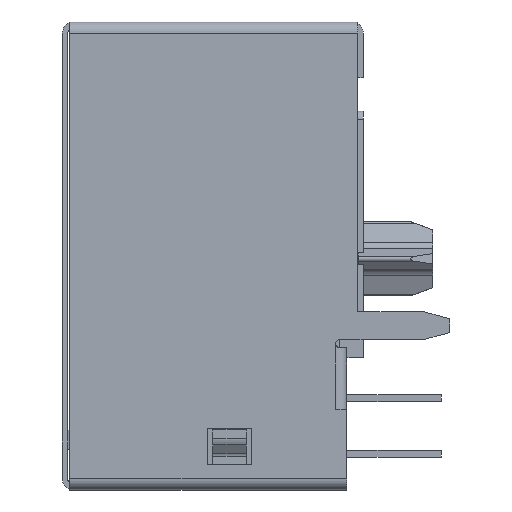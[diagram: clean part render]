
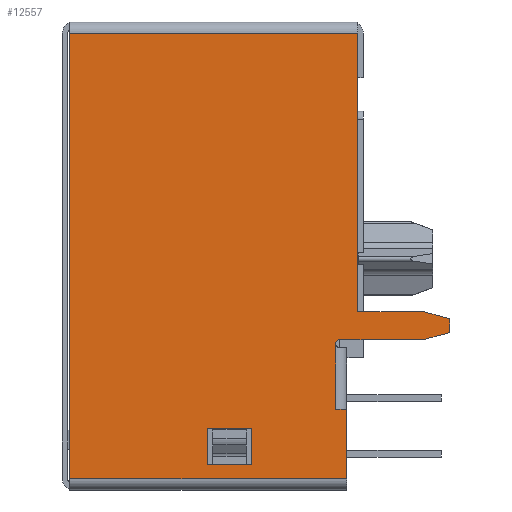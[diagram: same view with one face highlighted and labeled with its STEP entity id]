
A CAD part, left-side view. The second image highlights one B-rep face of the part: STEP entity #12557.
In plain terms, the highlighted planar face has unit normal (-1, 0, 0).
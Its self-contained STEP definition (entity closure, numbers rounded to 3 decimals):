
#3991=DIRECTION('',(0.,0.,1.));
#3992=VECTOR('',#3991,20.32);
#3993=CARTESIAN_POINT('',(-7.938,6.35,-20.574));
#3994=LINE('',#3993,#3992);
#4114=DIRECTION('',(0.,0.,-1.));
#4115=VECTOR('',#4114,12.7);
#4116=CARTESIAN_POINT('',(-7.938,-6.782,-0.254));
#4117=LINE('',#4116,#4115);
#4140=DIRECTION('',(0.,0.,-1.));
#4141=VECTOR('',#4140,1.651);
#4142=CARTESIAN_POINT('',(-7.938,-1.956,-18.288));
#4143=LINE('',#4142,#4141);
#4144=DIRECTION('',(0.,1.,0.));
#4145=VECTOR('',#4144,2.032);
#4146=CARTESIAN_POINT('',(-7.938,-1.956,-18.288));
#4147=LINE('',#4146,#4145);
#4148=DIRECTION('',(0.,0.,-1.));
#4149=VECTOR('',#4148,1.651);
#4150=CARTESIAN_POINT('',(-7.938,0.076,-18.288));
#4151=LINE('',#4150,#4149);
#4152=DIRECTION('',(0.,1.,0.));
#4153=VECTOR('',#4152,2.032);
#4154=CARTESIAN_POINT('',(-7.938,-1.956,-19.939));
#4155=LINE('',#4154,#4153);
#4156=DIRECTION('',(0.,0.,1.));
#4157=VECTOR('',#4156,2.794);
#4158=CARTESIAN_POINT('',(-7.937,-5.776,-17.399));
#4159=LINE('',#4158,#4157);
#4160=DIRECTION('',(0.,1.,0.));
#4161=VECTOR('',#4160,12.624);
#4162=CARTESIAN_POINT('',(-7.938,-6.274,-20.574));
#4163=LINE('',#4162,#4161);
#4164=DIRECTION('',(0.,1.,0.));
#4165=VECTOR('',#4164,13.132);
#4166=CARTESIAN_POINT('',(-7.938,-6.782,-0.254));
#4167=LINE('',#4166,#4165);
#4168=DIRECTION('',(0.,-1.,0.));
#4169=VECTOR('',#4168,3.006);
#4170=CARTESIAN_POINT('',(-7.938,-6.782,-12.954));
#4171=LINE('',#4170,#4169);
#4172=DIRECTION('',(0.,-0.966,-0.259));
#4173=VECTOR('',#4172,1.227);
#4174=CARTESIAN_POINT('',(-7.938,-9.788,-12.954));
#4175=LINE('',#4174,#4173);
#4176=DIRECTION('',(0.,0.,-1.));
#4177=VECTOR('',#4176,0.635);
#4178=CARTESIAN_POINT('',(-7.938,-10.973,-13.272));
#4179=LINE('',#4178,#4177);
#4180=DIRECTION('',(0.,0.966,-0.259));
#4181=VECTOR('',#4180,1.227);
#4182=CARTESIAN_POINT('',(-7.938,-10.973,-13.907));
#4183=LINE('',#4182,#4181);
#4184=CARTESIAN_POINT('',(-7.938,-5.966,-14.415));
#4185=DIRECTION('',(-1.,0.,0.));
#4186=DIRECTION('',(0.,0.,1.));
#4187=AXIS2_PLACEMENT_3D('',#4184,#4185,#4186);
#4189=DIRECTION('',(0.,0.,1.));
#4190=VECTOR('',#4189,0.191);
#4191=CARTESIAN_POINT('',(-7.937,-5.776,-14.605));
#4192=LINE('',#4191,#4190);
#4834=DIRECTION('',(0.,1.,0.));
#4835=VECTOR('',#4834,0.498);
#4836=CARTESIAN_POINT('',(-7.938,-6.274,-17.399));
#4837=LINE('',#4836,#4835);
#4861=DIRECTION('',(0.,0.,1.));
#4862=VECTOR('',#4861,3.175);
#4863=CARTESIAN_POINT('',(-7.938,-6.274,-20.574));
#4864=LINE('',#4863,#4862);
#5251=DIRECTION('',(0.,-1.,0.));
#5252=VECTOR('',#5251,3.821);
#5253=CARTESIAN_POINT('',(-7.938,-5.966,-14.224));
#5254=LINE('',#5253,#5252);
#6328=CARTESIAN_POINT('',(-7.938,-6.782,-0.254));
#6330=VERTEX_POINT('',#6328);
#6332=CARTESIAN_POINT('',(-7.938,6.35,-0.254));
#6334=VERTEX_POINT('',#6332);
#6383=CARTESIAN_POINT('',(-7.938,-6.782,-12.954));
#6384=VERTEX_POINT('',#6383);
#6431=CARTESIAN_POINT('',(-7.938,-6.274,-20.574));
#6432=VERTEX_POINT('',#6431);
#6433=CARTESIAN_POINT('',(-7.938,-6.274,-17.399));
#6434=VERTEX_POINT('',#6433);
#6453=CARTESIAN_POINT('',(-7.938,6.35,-20.574));
#6454=VERTEX_POINT('',#6453);
#6461=CARTESIAN_POINT('',(-7.937,-5.776,-17.399));
#6462=VERTEX_POINT('',#6461);
#6611=CARTESIAN_POINT('',(-7.938,-10.973,-13.907));
#6612=CARTESIAN_POINT('',(-7.938,-9.788,-14.224));
#6613=VERTEX_POINT('',#6611);
#6614=VERTEX_POINT('',#6612);
#6615=CARTESIAN_POINT('',(-7.938,-9.788,-12.954));
#6616=CARTESIAN_POINT('',(-7.938,-10.973,-13.272));
#6617=VERTEX_POINT('',#6615);
#6618=VERTEX_POINT('',#6616);
#6659=CARTESIAN_POINT('',(-7.938,-1.956,-18.288));
#6660=CARTESIAN_POINT('',(-7.938,-1.956,-19.939));
#6661=VERTEX_POINT('',#6659);
#6662=VERTEX_POINT('',#6660);
#6663=CARTESIAN_POINT('',(-7.938,0.076,-18.288));
#6664=CARTESIAN_POINT('',(-7.938,0.076,-19.939));
#6665=VERTEX_POINT('',#6663);
#6666=VERTEX_POINT('',#6664);
#6965=CARTESIAN_POINT('',(-7.938,-5.966,-14.224));
#6967=VERTEX_POINT('',#6965);
#6990=CARTESIAN_POINT('',(-7.937,-5.776,-14.605));
#6991=VERTEX_POINT('',#6990);
#6992=CARTESIAN_POINT('',(-7.938,-5.776,-14.415));
#6993=VERTEX_POINT('',#6992);
#12514=CARTESIAN_POINT('',(-7.938,-6.782,-0.254));
#12515=DIRECTION('',(1.,0.,0.));
#12516=DIRECTION('',(0.,0.,-1.));
#12517=AXIS2_PLACEMENT_3D('',#12514,#12515,#12516);
#12518=PLANE('',#12517);
#12520=ORIENTED_EDGE('',*,*,#12519,.F.);
#12522=ORIENTED_EDGE('',*,*,#12521,.F.);
#12524=ORIENTED_EDGE('',*,*,#12523,.F.);
#12526=ORIENTED_EDGE('',*,*,#12525,.T.);
#12527=ORIENTED_EDGE('',*,*,#12420,.T.);
#12529=ORIENTED_EDGE('',*,*,#12528,.F.);
#12530=ORIENTED_EDGE('',*,*,#12498,.T.);
#12532=ORIENTED_EDGE('',*,*,#12531,.T.);
#12534=ORIENTED_EDGE('',*,*,#12533,.T.);
#12536=ORIENTED_EDGE('',*,*,#12535,.T.);
#12538=ORIENTED_EDGE('',*,*,#12537,.T.);
#12540=ORIENTED_EDGE('',*,*,#12539,.F.);
#12542=ORIENTED_EDGE('',*,*,#12541,.T.);
#12544=ORIENTED_EDGE('',*,*,#12543,.F.);
#12545=EDGE_LOOP('',(#12520,#12522,#12524,#12526,#12527,#12529,#12530,#12532,
#12534,#12536,#12538,#12540,#12542,#12544));
#12546=FACE_OUTER_BOUND('',#12545,.F.);
#12548=ORIENTED_EDGE('',*,*,#12547,.F.);
#12550=ORIENTED_EDGE('',*,*,#12549,.T.);
#12552=ORIENTED_EDGE('',*,*,#12551,.T.);
#12554=ORIENTED_EDGE('',*,*,#12553,.F.);
#12555=EDGE_LOOP('',(#12548,#12550,#12552,#12554));
#12556=FACE_BOUND('',#12555,.F.);
#12557=ADVANCED_FACE('',(#12546,#12556),#12518,.F.);
#4188=CIRCLE('',#4187,0.191);
#12420=EDGE_CURVE('',#6454,#6334,#3994,.T.);
#12498=EDGE_CURVE('',#6330,#6384,#4117,.T.);
#12519=EDGE_CURVE('',#6462,#6991,#4159,.T.);
#12521=EDGE_CURVE('',#6434,#6462,#4837,.T.);
#12523=EDGE_CURVE('',#6432,#6434,#4864,.T.);
#12525=EDGE_CURVE('',#6432,#6454,#4163,.T.);
#12528=EDGE_CURVE('',#6330,#6334,#4167,.T.);
#12531=EDGE_CURVE('',#6384,#6617,#4171,.T.);
#12533=EDGE_CURVE('',#6617,#6618,#4175,.T.);
#12535=EDGE_CURVE('',#6618,#6613,#4179,.T.);
#12537=EDGE_CURVE('',#6613,#6614,#4183,.T.);
#12539=EDGE_CURVE('',#6967,#6614,#5254,.T.);
#12541=EDGE_CURVE('',#6967,#6993,#4188,.T.);
#12543=EDGE_CURVE('',#6991,#6993,#4192,.T.);
#12547=EDGE_CURVE('',#6661,#6662,#4143,.T.);
#12549=EDGE_CURVE('',#6661,#6665,#4147,.T.);
#12551=EDGE_CURVE('',#6665,#6666,#4151,.T.);
#12553=EDGE_CURVE('',#6662,#6666,#4155,.T.);
